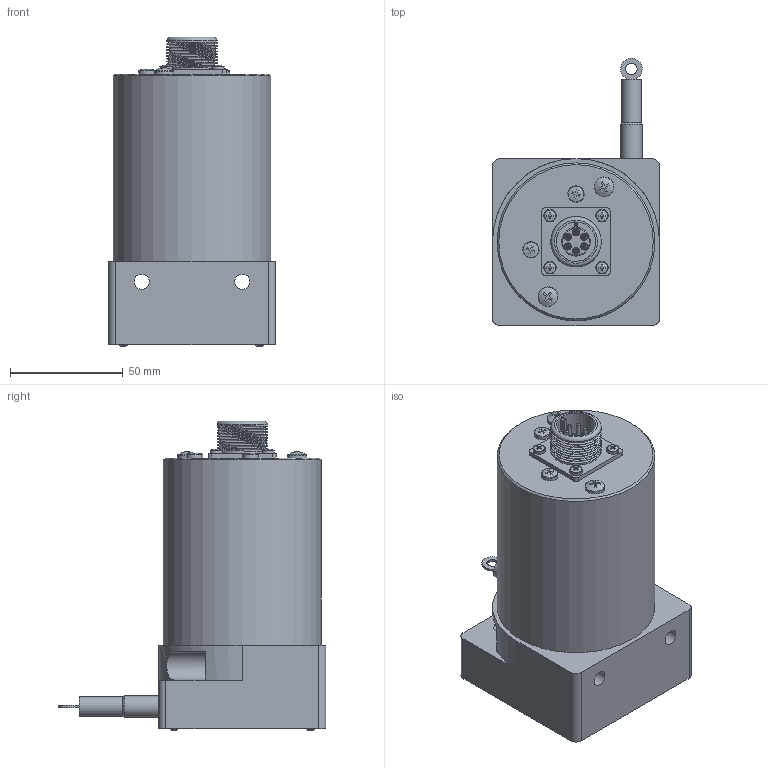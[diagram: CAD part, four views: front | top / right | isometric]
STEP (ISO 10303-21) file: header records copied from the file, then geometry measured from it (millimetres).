
FILE_DESCRIPTION((''),'2;1');
FILE_NAME('HX80 - 6,60 - E0.stp','2015-04-21T12:02:10',('JP'),(''),'Autodesk Inventor 2011','Autodesk Inventor 2011','');
FILE_SCHEMA(('AUTOMOTIVE_DESIGN { 1 0 10303 214 1 1 1 1 }'));
Length unit declared in the file: inch
Products named in the file (1): HX80 - 6,60 - E0
Bounding box: 73.91 x 118.36 x 136.96 mm (x, y, z)
Volume: 208974.1 mm3; surface area: 106415.2 mm2
Topology: 1 solids, 16 shells, 520 faces, 1299 edges, 876 vertices
Faces by surface type: plane 275, cylinder 182, cone 28, bspline 22, torus 13
Full cylindrical faces by diameter (mm): 1.575 x6, 1.905 x6, 2.156 x8, 2.159 x4, 2.642 x4, 2.667 x6, 2.794 x8, 2.946 x4, 3.048 x4, 3.175 x10, 3.302 x3, 4.089 x2, 4.369 x4, 5.08 x1, 5.436 x4, 6.35 x1, 6.756 x3, 7.214 x2, 7.938 x1, 8.636 x1, 8.738 x4, 9.525 x1, 12.7 x3, 15.875 x3, 17.475 x1, 19.05 x1, 19.304 x1, 22.225 x9, 25.4 x1, 26.924 x1
Entity records: 18224 total; most frequent: CARTESIAN_POINT 6515, DIRECTION 2160, ORIENTED_EDGE 2116, EDGE_CURVE 1058, AXIS2_PLACEMENT_3D 853, VERTEX_POINT 815, EDGE_LOOP 777, STYLED_ITEM 513
